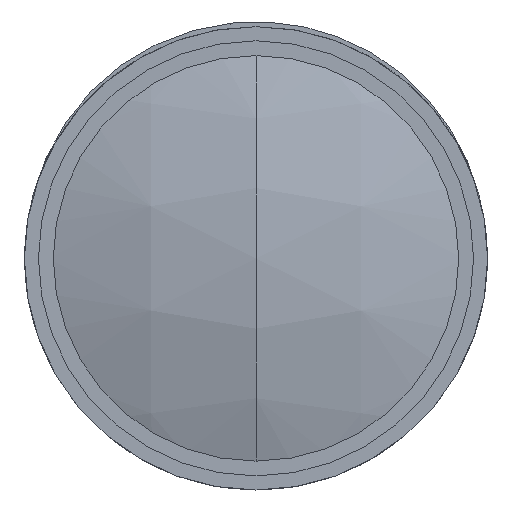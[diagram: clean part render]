
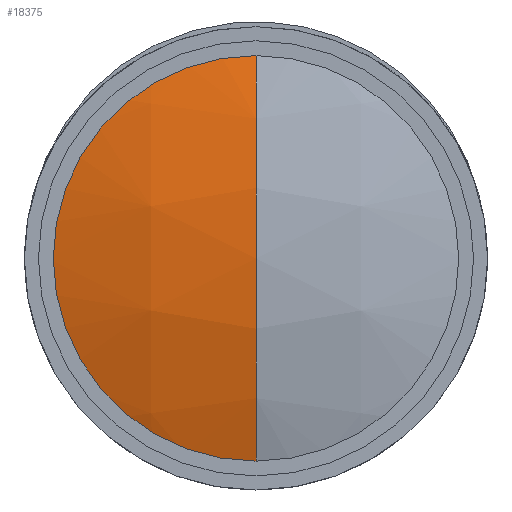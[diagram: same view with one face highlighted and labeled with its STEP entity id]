
A CAD part, left-side view. The second image highlights one B-rep face of the part: STEP entity #18375.
In plain terms, the highlighted spherical face has radius 172.06 mm.
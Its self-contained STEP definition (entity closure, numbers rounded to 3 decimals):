
#254 = CARTESIAN_POINT ( 'NONE',  ( -138.854, 0., -57.875 ) ) ;
#655 = DIRECTION ( 'NONE',  ( -1., 0., 0. ) ) ;
#2620 = CARTESIAN_POINT ( 'NONE',  ( -138.854, 0., -1.825 ) ) ;
#2815 = DIRECTION ( 'NONE',  ( 0., 1., 0. ) ) ;
#3583 = CIRCLE ( 'NONE', #10822, 172.06 ) ;
#4202 = DIRECTION ( 'NONE',  ( 1., 0., 0. ) ) ;
#4294 = EDGE_CURVE ( 'NONE', #8875, #17576, #3583, .T. ) ;
#4701 = DIRECTION ( 'NONE',  ( 0., 1., 0. ) ) ;
#4998 = DIRECTION ( 'NONE',  ( 0., 0., -1. ) ) ;
#6189 = SPHERICAL_SURFACE ( 'NONE', #10701, 172.06 ) ;
#6489 = CARTESIAN_POINT ( 'NONE',  ( 23.821, 0., -1.825 ) ) ;
#7965 = AXIS2_PLACEMENT_3D ( 'NONE', #2620, #4202, #2815 ) ;
#7988 = CARTESIAN_POINT ( 'NONE',  ( -138.854, 0., 54.225 ) ) ;
#8343 = DIRECTION ( 'NONE',  ( 1., 0., 0. ) ) ;
#8370 = CARTESIAN_POINT ( 'NONE',  ( -148.239, 0., -1.825 ) ) ;
#8427 = ORIENTED_EDGE ( 'NONE', *, *, #4294, .F. ) ;
#8655 = ORIENTED_EDGE ( 'NONE', *, *, #13946, .T. ) ;
#8875 = VERTEX_POINT ( 'NONE', #8370 ) ;
#9253 = FACE_OUTER_BOUND ( 'NONE', #9504, .T. ) ;
#9504 = EDGE_LOOP ( 'NONE', ( #8427, #8655, #13587 ) ) ;
#9854 = CIRCLE ( 'NONE', #17091, 172.06 ) ;
#10701 = AXIS2_PLACEMENT_3D ( 'NONE', #6489, #4701, #4998 ) ;
#10822 = AXIS2_PLACEMENT_3D ( 'NONE', #11403, #12969, #8343 ) ;
#11403 = CARTESIAN_POINT ( 'NONE',  ( 23.821, 0., -1.825 ) ) ;
#11413 = CIRCLE ( 'NONE', #7965, 56.05 ) ;
#12012 = VERTEX_POINT ( 'NONE', #7988 ) ;
#12097 = EDGE_CURVE ( 'NONE', #17576, #12012, #11413, .T. ) ;
#12584 = CARTESIAN_POINT ( 'NONE',  ( 23.821, 0., -1.825 ) ) ;
#12969 = DIRECTION ( 'NONE',  ( 0., -1., 0. ) ) ;
#13587 = ORIENTED_EDGE ( 'NONE', *, *, #12097, .F. ) ;
#13946 = EDGE_CURVE ( 'NONE', #8875, #12012, #9854, .T. ) ;
#17021 = DIRECTION ( 'NONE',  ( 0., 1., 0. ) ) ;
#17091 = AXIS2_PLACEMENT_3D ( 'NONE', #12584, #17021, #655 ) ;
#17576 = VERTEX_POINT ( 'NONE', #254 ) ;
#18375 = ADVANCED_FACE ( 'NONE', ( #9253 ), #6189, .T. ) ;
